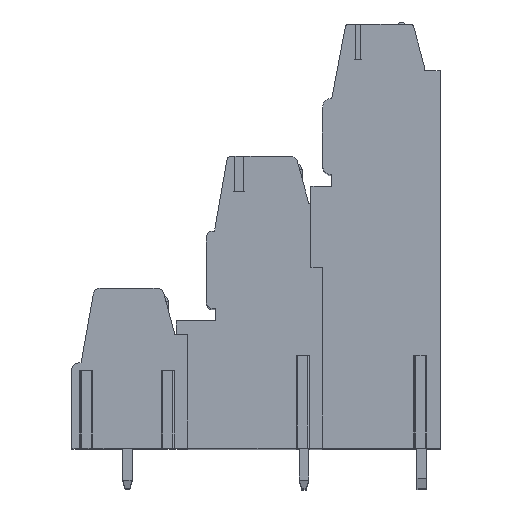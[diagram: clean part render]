
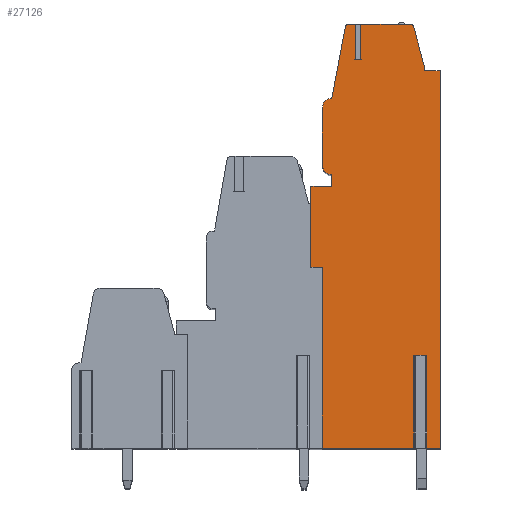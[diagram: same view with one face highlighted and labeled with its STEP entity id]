
A CAD part, top view. The second image highlights one B-rep face of the part: STEP entity #27126.
In plain terms, the highlighted planar face has unit normal (0, 0, 1).
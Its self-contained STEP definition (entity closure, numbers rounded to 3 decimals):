
#13=DIRECTION('',(0.,1.,0.));
#14=VECTOR('',#13,15.6);
#15=CARTESIAN_POINT('',(1.,-19.1,63.5));
#16=LINE('',#15,#14);
#17=DIRECTION('',(1.,0.,0.));
#18=VECTOR('',#17,1.);
#19=CARTESIAN_POINT('',(0.,-3.5,63.5));
#20=LINE('',#19,#18);
#21=DIRECTION('',(-1.,0.,0.));
#22=VECTOR('',#21,1.8);
#23=CARTESIAN_POINT('',(1.8,3.5,63.5));
#24=LINE('',#23,#22);
#25=DIRECTION('',(0.,-1.,0.));
#26=VECTOR('',#25,1.);
#27=CARTESIAN_POINT('',(1.8,4.5,63.5));
#28=LINE('',#27,#26);
#29=CARTESIAN_POINT('',(1.8,5.3,63.5));
#30=DIRECTION('',(0.,0.,1.));
#31=DIRECTION('',(-1.,0.,0.));
#32=AXIS2_PLACEMENT_3D('',#29,#30,#31);
#34=DIRECTION('',(0.,-1.,0.));
#35=VECTOR('',#34,5.);
#36=CARTESIAN_POINT('',(1.,10.3,63.5));
#37=LINE('',#36,#35);
#38=CARTESIAN_POINT('',(1.8,10.3,63.5));
#39=DIRECTION('',(0.,0.,1.));
#40=DIRECTION('',(0.,1.,0.));
#41=AXIS2_PLACEMENT_3D('',#38,#39,#40);
#43=DIRECTION('',(-0.186,-0.983,0.));
#44=VECTOR('',#43,6.265);
#45=CARTESIAN_POINT('',(2.964,17.256,63.5));
#46=LINE('',#45,#44);
#47=CARTESIAN_POINT('',(3.259,17.2,63.5));
#48=DIRECTION('',(0.,0.,1.));
#49=DIRECTION('',(0.,1.,0.));
#50=AXIS2_PLACEMENT_3D('',#47,#48,#49);
#52=DIRECTION('',(-1.,0.,0.));
#53=VECTOR('',#52,0.551);
#54=CARTESIAN_POINT('',(3.81,17.5,63.5));
#55=LINE('',#54,#53);
#56=DIRECTION('',(0.,-1.,0.));
#57=VECTOR('',#56,3.05);
#58=CARTESIAN_POINT('',(3.81,17.5,63.5));
#59=LINE('',#58,#57);
#60=DIRECTION('',(1.,0.,0.));
#61=VECTOR('',#60,0.5);
#62=CARTESIAN_POINT('',(3.81,14.45,63.5));
#63=LINE('',#62,#61);
#64=DIRECTION('',(0.,-1.,0.));
#65=VECTOR('',#64,3.05);
#66=CARTESIAN_POINT('',(4.31,17.5,63.5));
#67=LINE('',#66,#65);
#68=DIRECTION('',(-1.,0.,0.));
#69=VECTOR('',#68,4.27);
#70=CARTESIAN_POINT('',(8.58,17.5,63.5));
#71=LINE('',#70,#69);
#72=CARTESIAN_POINT('',(8.58,17.2,63.5));
#73=DIRECTION('',(0.,0.,1.));
#74=DIRECTION('',(0.965,0.261,0.));
#75=AXIS2_PLACEMENT_3D('',#72,#73,#74);
#77=DIRECTION('',(-0.261,0.965,0.));
#78=VECTOR('',#77,3.539);
#79=CARTESIAN_POINT('',(9.792,13.861,63.5));
#80=LINE('',#79,#78);
#81=DIRECTION('',(-0.035,0.999,0.));
#82=VECTOR('',#81,0.361);
#83=CARTESIAN_POINT('',(9.805,13.5,63.5));
#84=LINE('',#83,#82);
#85=DIRECTION('',(-1.,0.,0.));
#86=VECTOR('',#85,1.355);
#87=CARTESIAN_POINT('',(11.16,13.5,63.5));
#88=LINE('',#87,#86);
#89=DIRECTION('',(0.,1.,0.));
#90=VECTOR('',#89,32.6);
#91=CARTESIAN_POINT('',(11.16,-19.1,63.5));
#92=LINE('',#91,#90);
#93=DIRECTION('',(1.,0.,0.));
#94=VECTOR('',#93,1.39);
#95=CARTESIAN_POINT('',(9.77,-19.1,63.5));
#96=LINE('',#95,#94);
#97=DIRECTION('',(0.,1.,0.));
#98=VECTOR('',#97,8.);
#99=CARTESIAN_POINT('',(9.77,-19.1,63.5));
#100=LINE('',#99,#98);
#101=DIRECTION('',(-1.,0.,0.));
#102=VECTOR('',#101,0.62);
#103=CARTESIAN_POINT('',(9.77,-11.1,63.5));
#104=LINE('',#103,#102);
#105=DIRECTION('',(0.,1.,0.));
#106=VECTOR('',#105,8.);
#107=CARTESIAN_POINT('',(9.15,-19.1,63.5));
#108=LINE('',#107,#106);
#109=DIRECTION('',(1.,0.,0.));
#110=VECTOR('',#109,8.15);
#111=CARTESIAN_POINT('',(1.,-19.1,63.5));
#112=LINE('',#111,#110);
#3236=DIRECTION('',(0.,-1.,0.));
#3237=VECTOR('',#3236,7.);
#3238=CARTESIAN_POINT('',(0.,3.5,63.5));
#3239=LINE('',#3238,#3237);
#21359=CARTESIAN_POINT('',(11.16,-19.1,63.5));
#21360=CARTESIAN_POINT('',(11.16,13.5,63.5));
#21361=VERTEX_POINT('',#21359);
#21362=VERTEX_POINT('',#21360);
#21363=CARTESIAN_POINT('',(9.805,13.5,63.5));
#21364=VERTEX_POINT('',#21363);
#21365=CARTESIAN_POINT('',(9.792,13.861,63.5));
#21366=VERTEX_POINT('',#21365);
#21367=CARTESIAN_POINT('',(8.87,17.278,63.5));
#21368=VERTEX_POINT('',#21367);
#21369=CARTESIAN_POINT('',(8.58,17.5,63.5));
#21370=VERTEX_POINT('',#21369);
#21371=CARTESIAN_POINT('',(3.259,17.5,63.5));
#21372=CARTESIAN_POINT('',(2.964,17.256,63.5));
#21373=VERTEX_POINT('',#21371);
#21374=VERTEX_POINT('',#21372);
#21375=CARTESIAN_POINT('',(1.8,11.1,63.5));
#21376=VERTEX_POINT('',#21375);
#21377=CARTESIAN_POINT('',(1.,10.3,63.5));
#21378=VERTEX_POINT('',#21377);
#21379=CARTESIAN_POINT('',(1.,5.3,63.5));
#21380=VERTEX_POINT('',#21379);
#21381=CARTESIAN_POINT('',(1.8,4.5,63.5));
#21382=VERTEX_POINT('',#21381);
#21383=CARTESIAN_POINT('',(1.8,3.5,63.5));
#21384=VERTEX_POINT('',#21383);
#21385=CARTESIAN_POINT('',(0.,3.5,63.5));
#21386=VERTEX_POINT('',#21385);
#21471=CARTESIAN_POINT('',(9.77,-11.1,63.5));
#21472=CARTESIAN_POINT('',(9.15,-11.1,63.5));
#21473=VERTEX_POINT('',#21471);
#21474=VERTEX_POINT('',#21472);
#21475=CARTESIAN_POINT('',(9.77,-19.1,63.5));
#21476=VERTEX_POINT('',#21475);
#21477=CARTESIAN_POINT('',(9.15,-19.1,63.5));
#21478=VERTEX_POINT('',#21477);
#21479=CARTESIAN_POINT('',(1.,-19.1,63.5));
#21480=VERTEX_POINT('',#21479);
#21517=CARTESIAN_POINT('',(3.81,14.45,63.5));
#21518=CARTESIAN_POINT('',(4.31,14.45,63.5));
#21519=VERTEX_POINT('',#21517);
#21520=VERTEX_POINT('',#21518);
#21521=CARTESIAN_POINT('',(3.81,17.5,63.5));
#21522=VERTEX_POINT('',#21521);
#21527=CARTESIAN_POINT('',(4.31,17.5,63.5));
#21528=VERTEX_POINT('',#21527);
#24974=CARTESIAN_POINT('',(1.,-3.5,63.5));
#24975=VERTEX_POINT('',#24974);
#24976=CARTESIAN_POINT('',(0.,-3.5,63.5));
#24977=VERTEX_POINT('',#24976);
#27069=CARTESIAN_POINT('',(0.,0.,63.5));
#27070=DIRECTION('',(0.,0.,1.));
#27071=DIRECTION('',(1.,0.,0.));
#27072=AXIS2_PLACEMENT_3D('',#27069,#27070,#27071);
#27073=PLANE('',#27072);
#27075=ORIENTED_EDGE('',*,*,#27074,.T.);
#27077=ORIENTED_EDGE('',*,*,#27076,.F.);
#27079=ORIENTED_EDGE('',*,*,#27078,.F.);
#27081=ORIENTED_EDGE('',*,*,#27080,.F.);
#27083=ORIENTED_EDGE('',*,*,#27082,.F.);
#27085=ORIENTED_EDGE('',*,*,#27084,.F.);
#27087=ORIENTED_EDGE('',*,*,#27086,.F.);
#27089=ORIENTED_EDGE('',*,*,#27088,.F.);
#27091=ORIENTED_EDGE('',*,*,#27090,.F.);
#27093=ORIENTED_EDGE('',*,*,#27092,.F.);
#27095=ORIENTED_EDGE('',*,*,#27094,.F.);
#27097=ORIENTED_EDGE('',*,*,#27096,.T.);
#27099=ORIENTED_EDGE('',*,*,#27098,.T.);
#27101=ORIENTED_EDGE('',*,*,#27100,.F.);
#27103=ORIENTED_EDGE('',*,*,#27102,.F.);
#27105=ORIENTED_EDGE('',*,*,#27104,.F.);
#27107=ORIENTED_EDGE('',*,*,#27106,.F.);
#27109=ORIENTED_EDGE('',*,*,#27108,.F.);
#27111=ORIENTED_EDGE('',*,*,#27110,.F.);
#27113=ORIENTED_EDGE('',*,*,#27112,.F.);
#27115=ORIENTED_EDGE('',*,*,#27114,.F.);
#27117=ORIENTED_EDGE('',*,*,#27116,.T.);
#27119=ORIENTED_EDGE('',*,*,#27118,.T.);
#27121=ORIENTED_EDGE('',*,*,#27120,.F.);
#27123=ORIENTED_EDGE('',*,*,#27122,.F.);
#27124=EDGE_LOOP('',(#27075,#27077,#27079,#27081,#27083,#27085,#27087,#27089,
#27091,#27093,#27095,#27097,#27099,#27101,#27103,#27105,#27107,#27109,#27111,
#27113,#27115,#27117,#27119,#27121,#27123));
#27125=FACE_OUTER_BOUND('',#27124,.F.);
#33=CIRCLE('',#32,0.8);
#42=CIRCLE('',#41,0.8);
#51=CIRCLE('',#50,0.3);
#76=CIRCLE('',#75,0.3);
#27074=EDGE_CURVE('',#21480,#24975,#16,.T.);
#27076=EDGE_CURVE('',#24977,#24975,#20,.T.);
#27078=EDGE_CURVE('',#21386,#24977,#3239,.T.);
#27080=EDGE_CURVE('',#21384,#21386,#24,.T.);
#27082=EDGE_CURVE('',#21382,#21384,#28,.T.);
#27084=EDGE_CURVE('',#21380,#21382,#33,.T.);
#27086=EDGE_CURVE('',#21378,#21380,#37,.T.);
#27088=EDGE_CURVE('',#21376,#21378,#42,.T.);
#27090=EDGE_CURVE('',#21374,#21376,#46,.T.);
#27092=EDGE_CURVE('',#21373,#21374,#51,.T.);
#27094=EDGE_CURVE('',#21522,#21373,#55,.T.);
#27096=EDGE_CURVE('',#21522,#21519,#59,.T.);
#27098=EDGE_CURVE('',#21519,#21520,#63,.T.);
#27100=EDGE_CURVE('',#21528,#21520,#67,.T.);
#27102=EDGE_CURVE('',#21370,#21528,#71,.T.);
#27104=EDGE_CURVE('',#21368,#21370,#76,.T.);
#27106=EDGE_CURVE('',#21366,#21368,#80,.T.);
#27108=EDGE_CURVE('',#21364,#21366,#84,.T.);
#27110=EDGE_CURVE('',#21362,#21364,#88,.T.);
#27112=EDGE_CURVE('',#21361,#21362,#92,.T.);
#27114=EDGE_CURVE('',#21476,#21361,#96,.T.);
#27116=EDGE_CURVE('',#21476,#21473,#100,.T.);
#27118=EDGE_CURVE('',#21473,#21474,#104,.T.);
#27120=EDGE_CURVE('',#21478,#21474,#108,.T.);
#27122=EDGE_CURVE('',#21480,#21478,#112,.T.);
#27126=ADVANCED_FACE('',(#27125),#27073,.T.);
